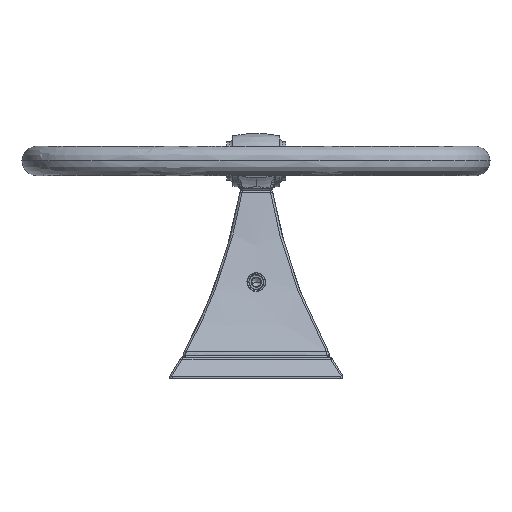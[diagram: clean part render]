
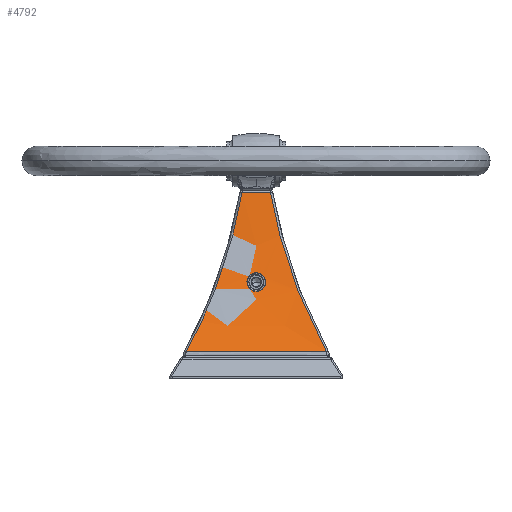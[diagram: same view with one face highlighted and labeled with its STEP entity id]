
A CAD part, front view. The second image highlights one B-rep face of the part: STEP entity #4792.
In plain terms, the highlighted free-form (B-spline) face has degree [3, 3] with [6, 5] control points.
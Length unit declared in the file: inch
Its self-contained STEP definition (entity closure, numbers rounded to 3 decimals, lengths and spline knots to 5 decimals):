
#649=CARTESIAN_POINT('',(0.58527,1.125,0.));
#650=CARTESIAN_POINT('',(0.58527,1.125,0.00758));
#651=CARTESIAN_POINT('',(0.58475,1.12633,0.02308));
#652=CARTESIAN_POINT('',(0.58198,1.13344,0.04742));
#653=CARTESIAN_POINT('',(0.57757,1.1448,0.06891));
#654=CARTESIAN_POINT('',(0.57191,1.15947,0.08716));
#655=CARTESIAN_POINT('',(0.56564,1.17586,0.10143));
#656=CARTESIAN_POINT('',(0.55805,1.19585,0.11361));
#657=CARTESIAN_POINT('',(0.5484,1.22155,0.1228));
#658=CARTESIAN_POINT('',(0.53799,1.24966,0.12606));
#659=CARTESIAN_POINT('',(0.52768,1.27788,0.12297));
#660=CARTESIAN_POINT('',(0.51778,1.30536,0.11333));
#661=CARTESIAN_POINT('',(0.5092,1.32951,0.09778));
#662=CARTESIAN_POINT('',(0.50245,1.3487,0.07832));
#663=CARTESIAN_POINT('',(0.49724,1.36361,0.05462));
#664=CARTESIAN_POINT('',(0.49402,1.37293,0.02788));
#665=CARTESIAN_POINT('',(0.4933,1.375,0.00929));
#666=CARTESIAN_POINT('',(0.4933,1.375,0.));
#668=CARTESIAN_POINT('',(0.4933,1.375,0.));
#669=CARTESIAN_POINT('',(0.4933,1.375,-0.00912));
#670=CARTESIAN_POINT('',(0.49399,1.373,
-0.02739));
#671=CARTESIAN_POINT('',(0.49711,1.36399,
-0.05376));
#672=CARTESIAN_POINT('',(0.50216,1.34951,
-0.07721));
#673=CARTESIAN_POINT('',(0.5086,1.33119,
-0.09629));
#674=CARTESIAN_POINT('',(0.51672,1.30832,
-0.11175));
#675=CARTESIAN_POINT('',(0.52627,1.28178,
-0.122));
#676=CARTESIAN_POINT('',(0.53655,1.25357,
-0.12603));
#677=CARTESIAN_POINT('',(0.54724,1.22467,
-0.12358));
#678=CARTESIAN_POINT('',(0.55785,1.19636,
-0.11419));
#679=CARTESIAN_POINT('',(0.56725,1.17163,
-0.09877));
#680=CARTESIAN_POINT('',(0.57499,1.15148,
-0.07867));
#681=CARTESIAN_POINT('',(0.58093,1.13614,
-0.05421));
#682=CARTESIAN_POINT('',(0.58453,1.12689,
-0.02706));
#683=CARTESIAN_POINT('',(0.58527,1.125,-0.00891));
#684=CARTESIAN_POINT('',(0.58527,1.125,0.));
#720=CARTESIAN_POINT('',(0.21902,2.44432,
-0.18945));
#721=CARTESIAN_POINT('',(0.219,2.44432,
-0.1263));
#722=CARTESIAN_POINT('',(0.219,2.44429,0.));
#723=CARTESIAN_POINT('',(0.219,2.44432,0.1263));
#724=CARTESIAN_POINT('',(0.21902,2.44432,0.18945));
#726=CARTESIAN_POINT('',(0.95951,0.32491,
-0.93324));
#727=CARTESIAN_POINT('',(0.91444,0.40689,
-0.88798));
#728=CARTESIAN_POINT('',(0.82537,0.57679,
-0.79852));
#729=CARTESIAN_POINT('',(0.69486,0.85487,
-0.66741));
#730=CARTESIAN_POINT('',(0.57666,1.14129,
-0.54866));
#731=CARTESIAN_POINT('',(0.48109,1.406,
-0.45264));
#732=CARTESIAN_POINT('',(0.40399,1.64897,
-0.37518));
#733=CARTESIAN_POINT('',(0.34166,1.87283,
-0.31257));
#734=CARTESIAN_POINT('',(0.29145,2.0787,
-0.26215));
#735=CARTESIAN_POINT('',(0.25106,2.26796,
-0.2216));
#736=CARTESIAN_POINT('',(0.22895,2.38699,
-0.19942));
#737=CARTESIAN_POINT('',(0.21902,2.44432,
-0.18945));
#739=CARTESIAN_POINT('',(0.95951,0.32491,
0.93324));
#740=CARTESIAN_POINT('',(0.95975,0.32491,
0.62222));
#741=CARTESIAN_POINT('',(0.96004,0.32495,
0.));
#742=CARTESIAN_POINT('',(0.95975,0.32491,
-0.62222));
#743=CARTESIAN_POINT('',(0.95951,0.32491,
-0.93324));
#745=CARTESIAN_POINT('',(0.95951,0.32491,
0.93324));
#746=CARTESIAN_POINT('',(0.91202,0.41128,
0.88555));
#747=CARTESIAN_POINT('',(0.81952,0.58832,
0.79264));
#748=CARTESIAN_POINT('',(0.68755,0.87143,
0.66007));
#749=CARTESIAN_POINT('',(0.57036,1.15778,0.54233));
#750=CARTESIAN_POINT('',(0.4767,1.41912,0.44823));
#751=CARTESIAN_POINT('',(0.40086,1.65961,0.37203));
#752=CARTESIAN_POINT('',(0.33966,1.88066,0.31056));
#753=CARTESIAN_POINT('',(0.29064,2.08248,0.26133));
#754=CARTESIAN_POINT('',(0.2512,2.2674,0.22173));
#755=CARTESIAN_POINT('',(0.22904,2.38648,0.19951));
#756=CARTESIAN_POINT('',(0.21902,2.44432,0.18945));
#2944=CARTESIAN_POINT('',(0.95951,0.32491,
0.93324));
#2946=VERTEX_POINT('',#2944);
#2947=CARTESIAN_POINT('',(0.95951,0.32491,
-0.93324));
#2949=VERTEX_POINT('',#2947);
#2959=CARTESIAN_POINT('',(0.21902,2.44432,
0.18945));
#2961=VERTEX_POINT('',#2959);
#2976=CARTESIAN_POINT('',(0.21902,2.44432,
-0.18945));
#2977=VERTEX_POINT('',#2976);
#3013=VERTEX_POINT('',#649);
#3014=VERTEX_POINT('',#666);
#4747=CARTESIAN_POINT('',(0.21457,2.47027,
0.21401));
#4748=CARTESIAN_POINT('',(0.21457,2.47027,
0.14268));
#4749=CARTESIAN_POINT('',(0.21457,2.47027,
0.));
#4750=CARTESIAN_POINT('',(0.21457,2.47027,
-0.14268));
#4751=CARTESIAN_POINT('',(0.21457,2.47027,
-0.21401));
#4752=CARTESIAN_POINT('',(0.25673,2.22186,
0.25607));
#4753=CARTESIAN_POINT('',(0.25658,2.22186,
0.17068));
#4754=CARTESIAN_POINT('',(0.25638,2.22186,
0.));
#4755=CARTESIAN_POINT('',(0.25658,2.22186,
-0.17068));
#4756=CARTESIAN_POINT('',(0.25673,2.22186,
-0.25607));
#4757=CARTESIAN_POINT('',(0.36755,1.72956,
0.3666));
#4758=CARTESIAN_POINT('',(0.36722,1.72956,
0.24432));
#4759=CARTESIAN_POINT('',(0.36678,1.72956,
0.));
#4760=CARTESIAN_POINT('',(0.36722,1.72956,
-0.24433));
#4761=CARTESIAN_POINT('',(0.36755,1.72956,
-0.3666));
#4762=CARTESIAN_POINT('',(0.65957,0.88305,
0.65786));
#4763=CARTESIAN_POINT('',(0.65959,0.88305,
0.43858));
#4764=CARTESIAN_POINT('',(0.65963,0.88305,
0.));
#4765=CARTESIAN_POINT('',(0.65959,0.88305,
-0.43858));
#4766=CARTESIAN_POINT('',(0.65957,0.88305,
-0.65786));
#4767=CARTESIAN_POINT('',(0.95497,0.30994,
0.95249));
#4768=CARTESIAN_POINT('',(0.95544,0.30994,
0.6351));
#4769=CARTESIAN_POINT('',(0.95608,0.30994,
0.));
#4770=CARTESIAN_POINT('',(0.95544,0.30994,
-0.6351));
#4771=CARTESIAN_POINT('',(0.95497,0.30994,
-0.95249));
#4772=CARTESIAN_POINT('',(1.16316,-0.021,
1.16015));
#4773=CARTESIAN_POINT('',(1.16313,-0.021,
0.77342));
#4774=CARTESIAN_POINT('',(1.16309,-0.021,
0.));
#4775=CARTESIAN_POINT('',(1.16313,-0.021,
-0.77342));
#4776=CARTESIAN_POINT('',(1.16316,-0.021,
-1.16015));
#4777=B_SPLINE_SURFACE_WITH_KNOTS('',3,3,((#4747,#4748,#4749,#4750,#4751),
(#4752,#4753,#4754,#4755,#4756),(#4757,#4758,#4759,#4760,#4761),(#4762,#4763,
#4764,#4765,#4766),(#4767,#4768,#4769,#4770,#4771),(#4772,#4773,#4774,#4775,
#4776)),.UNSPECIFIED.,.F.,.F.,.F.,(4,1,1,4),(4,1,4),(-0.00041,
0.28411,0.56823,1.00932),(0.37532,0.5,
0.62468),.UNSPECIFIED.);
#4779=ORIENTED_EDGE('',*,*,#4778,.F.);
#4781=ORIENTED_EDGE('',*,*,#4780,.F.);
#4782=ORIENTED_EDGE('',*,*,#4695,.F.);
#4783=ORIENTED_EDGE('',*,*,#3994,.T.);
#4784=EDGE_LOOP('',(#4779,#4781,#4782,#4783));
#4785=FACE_OUTER_BOUND('',#4784,.F.);
#4787=ORIENTED_EDGE('',*,*,#4786,.F.);
#4789=ORIENTED_EDGE('',*,*,#4788,.F.);
#4790=EDGE_LOOP('',(#4787,#4789));
#4791=FACE_BOUND('',#4790,.F.);
#4792=ADVANCED_FACE('',(#4785,#4791),#4777,.T.);
#667=B_SPLINE_CURVE_WITH_KNOTS('',3,(#649,#650,#651,#652,#653,#654,#655,#656,
#657,#658,#659,#660,#661,#662,#663,#664,#665,#666),.UNSPECIFIED.,.F.,.F.,(4,1,1,
1,1,1,1,1,1,1,1,1,1,1,1,4),(0.,0.06667,0.13333,0.2,
0.26667,0.33333,0.4,0.46667,0.53333,
0.6,0.66667,0.73333,0.8,0.86667,
0.93333,1.),.UNSPECIFIED.);
#685=B_SPLINE_CURVE_WITH_KNOTS('',3,(#668,#669,#670,#671,#672,#673,#674,#675,
#676,#677,#678,#679,#680,#681,#682,#683,#684),.UNSPECIFIED.,.F.,.F.,(4,1,1,1,1,
1,1,1,1,1,1,1,1,1,4),(0.,0.07143,0.14286,
0.21429,0.28571,0.35714,0.42857,0.5,
0.57143,0.64286,0.71429,0.78571,
0.85714,0.92857,1.),.UNSPECIFIED.);
#725=B_SPLINE_CURVE_WITH_KNOTS('',3,(#720,#721,#722,#723,#724),.UNSPECIFIED.,
.F.,.F.,(4,1,4),(0.,0.5,1.),.UNSPECIFIED.);
#738=B_SPLINE_CURVE_WITH_KNOTS('',3,(#726,#727,#728,#729,#730,#731,#732,#733,
#734,#735,#736,#737),.UNSPECIFIED.,.F.,.F.,(4,1,1,1,1,1,1,1,1,4),(0.,
0.11111,0.22222,0.33333,0.44444,
0.55556,0.66667,0.77778,0.88889,1.),
.UNSPECIFIED.);
#744=B_SPLINE_CURVE_WITH_KNOTS('',3,(#739,#740,#741,#742,#743),.UNSPECIFIED.,
.F.,.F.,(4,1,4),(0.,0.5,1.),.UNSPECIFIED.);
#757=B_SPLINE_CURVE_WITH_KNOTS('',3,(#745,#746,#747,#748,#749,#750,#751,#752,
#753,#754,#755,#756),.UNSPECIFIED.,.F.,.F.,(4,1,1,1,1,1,1,1,1,4),(0.,
0.11111,0.22222,0.33333,0.44444,
0.55556,0.66667,0.77778,0.88889,1.),
.UNSPECIFIED.);
#3994=EDGE_CURVE('',#2946,#2961,#757,.T.);
#4695=EDGE_CURVE('',#2946,#2949,#744,.T.);
#4778=EDGE_CURVE('',#2977,#2961,#725,.T.);
#4780=EDGE_CURVE('',#2949,#2977,#738,.T.);
#4786=EDGE_CURVE('',#3013,#3014,#667,.T.);
#4788=EDGE_CURVE('',#3014,#3013,#685,.T.);
